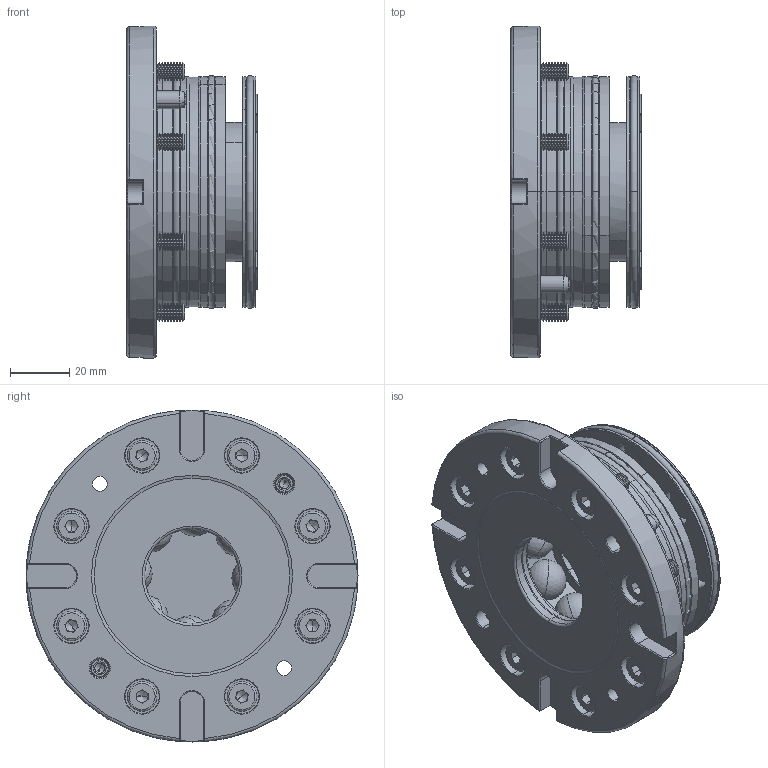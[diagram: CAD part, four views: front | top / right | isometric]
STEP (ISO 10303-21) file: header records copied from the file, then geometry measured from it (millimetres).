
FILE_DESCRIPTION (( 'STEP AP214' ), '1' );
FILE_NAME ('×°ÅäÌå3.STEP', '2020-12-02T00:47:14', ( 'Dell' ), ( 'Dell' ), 'SwSTEP 2.0', 'SolidWorks 2018', '' );
FILE_SCHEMA (( 'AUTOMOTIVE_DESIGN' ));
Length unit declared in the file: millimetre
Products named in the file (3): 蚾饜极3; ___1; pins with external thread hardening gb_GB_PARALLEL_PINS_TYPE5 6X16-A-S
Assembly tree (3 placements, depth 2):
  蚾饜极3
    ___1
    pins with external thread hardening gb_GB_PARALLEL_PINS_TYPE5 6X16-A-S  x2
Bounding box: 44 x 112 x 112 mm (x, y, z)
Volume: 195699.1 mm3; surface area: 55550.3 mm2
Topology: 3 solids, 6 shells, 1321 faces, 3248 edges, 1980 vertices
Faces by surface type: cone 611, cylinder 393, plane 193, torus 96, sphere 20, bspline 8
Entity records: 47341 total; most frequent: CARTESIAN_POINT 12628, DIRECTION 7102, ORIENTED_EDGE 5964, EDGE_CURVE 2982, AXIS2_PLACEMENT_3D 2960, VERTEX_POINT 1826, CIRCLE 1728, EDGE_LOOP 1318
